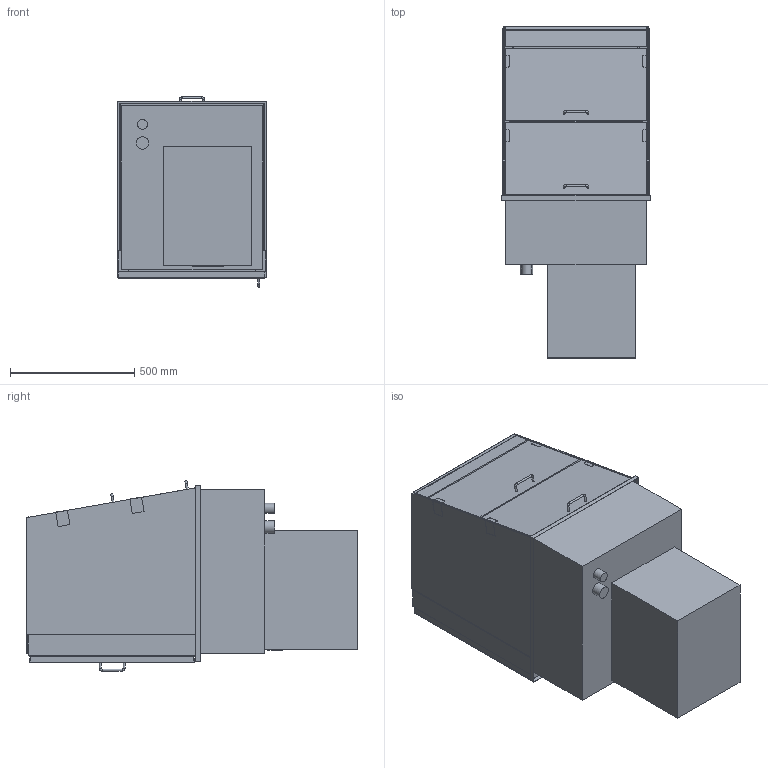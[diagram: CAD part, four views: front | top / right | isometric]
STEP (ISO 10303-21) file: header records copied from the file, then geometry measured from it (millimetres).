
FILE_DESCRIPTION (( 'STEP AP214' ), '1' );
FILE_NAME ('EU357460_Foodstation Cold Flaps 70-E R290.STEP', '2022-04-25T10:45:57', ( '' ), ( '' ), 'SwSTEP 2.0', 'SolidWorks 2017', '' );
FILE_SCHEMA (( 'AUTOMOTIVE_DESIGN' ));
Length unit declared in the file: millimetre
Products named in the file (1): EU357460_Foodstation Cold Flaps 70-E R290
Bounding box: 600 x 1336 x 765.9 mm (x, y, z)
Volume: 135271048.3 mm3; surface area: 11038226.8 mm2
Topology: 43 solids, 43 shells, 439 faces, 987 edges, 642 vertices
Faces by surface type: plane 334, cylinder 83, torus 22
Full cylindrical faces by diameter (mm): 8 x9, 40 x1, 50 x1
Entity records: 12968 total; most frequent: CARTESIAN_POINT 2052, DIRECTION 2032, ORIENTED_EDGE 1940, EDGE_CURVE 970, LINE 788, VECTOR 788, VERTEX_POINT 642, AXIS2_PLACEMENT_3D 622
